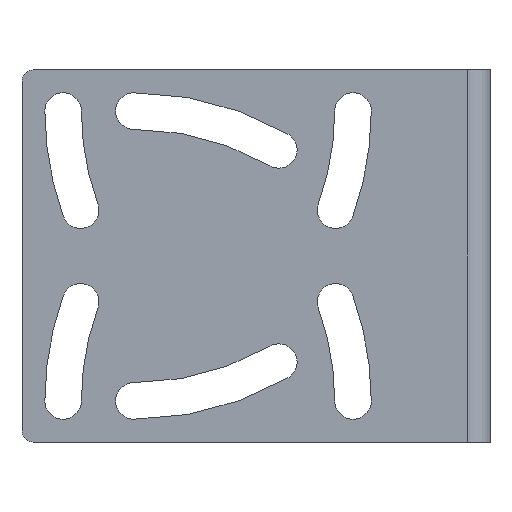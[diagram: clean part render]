
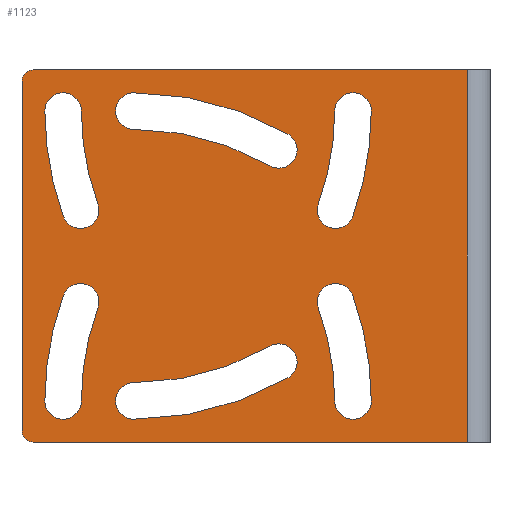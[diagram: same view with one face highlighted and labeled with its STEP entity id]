
A CAD part, left-side view. The second image highlights one B-rep face of the part: STEP entity #1123.
In plain terms, the highlighted planar face has unit normal (-1, 0, 0).
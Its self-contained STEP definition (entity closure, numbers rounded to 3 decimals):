
#5=DIRECTION('',(0.,-1.,0.));
#6=VECTOR('',#5,38.);
#7=CARTESIAN_POINT('',(0.,40.,-16.3));
#8=LINE('',#7,#6);
#184=CARTESIAN_POINT('',(0.,35.868,4.013));
#185=DIRECTION('',(1.,0.,0.));
#186=DIRECTION('',(0.,-0.94,0.342));
#187=AXIS2_PLACEMENT_3D('',#184,#185,#186);
#189=CARTESIAN_POINT('',(0.,12.,12.7));
#190=DIRECTION('',(1.,0.,0.));
#191=DIRECTION('',(0.,0.94,-0.342));
#192=AXIS2_PLACEMENT_3D('',#189,#190,#191);
#194=CARTESIAN_POINT('',(0.,37.4,12.7));
#195=DIRECTION('',(1.,0.,0.));
#196=DIRECTION('',(0.,1.,0.));
#197=AXIS2_PLACEMENT_3D('',#194,#195,#196);
#199=CARTESIAN_POINT('',(0.,12.,12.7));
#200=DIRECTION('',(1.,0.,0.));
#201=DIRECTION('',(0.,0.94,-0.342));
#202=AXIS2_PLACEMENT_3D('',#199,#200,#201);
#204=CARTESIAN_POINT('',(0.,37.4,12.7));
#205=DIRECTION('',(1.,0.,0.));
#206=DIRECTION('',(0.,-1.,0.));
#207=AXIS2_PLACEMENT_3D('',#204,#205,#206);
#209=CARTESIAN_POINT('',(0.,12.,12.7));
#210=DIRECTION('',(1.,0.,0.));
#211=DIRECTION('',(0.,1.,0.));
#212=AXIS2_PLACEMENT_3D('',#209,#210,#211);
#214=CARTESIAN_POINT('',(0.,37.4,12.7));
#215=DIRECTION('',(1.,0.,0.));
#216=DIRECTION('',(0.,-1.,0.));
#217=AXIS2_PLACEMENT_3D('',#214,#215,#216);
#219=CARTESIAN_POINT('',(0.,13.532,4.013));
#220=DIRECTION('',(1.,0.,0.));
#221=DIRECTION('',(0.,-0.94,-0.342));
#222=AXIS2_PLACEMENT_3D('',#219,#220,#221);
#224=CARTESIAN_POINT('',(0.,37.4,-12.7));
#225=DIRECTION('',(1.,0.,0.));
#226=DIRECTION('',(0.,-1.,0.));
#227=AXIS2_PLACEMENT_3D('',#224,#225,#226);
#229=CARTESIAN_POINT('',(0.,12.,-12.7));
#230=DIRECTION('',(1.,0.,0.));
#231=DIRECTION('',(0.,1.,0.));
#232=AXIS2_PLACEMENT_3D('',#229,#230,#231);
#234=CARTESIAN_POINT('',(0.,35.868,-4.013));
#235=DIRECTION('',(1.,0.,0.));
#236=DIRECTION('',(0.,0.94,0.342));
#237=AXIS2_PLACEMENT_3D('',#234,#235,#236);
#239=CARTESIAN_POINT('',(0.,12.,-12.7));
#240=DIRECTION('',(1.,0.,0.));
#241=DIRECTION('',(0.,1.,0.));
#242=AXIS2_PLACEMENT_3D('',#239,#240,#241);
#244=CARTESIAN_POINT('',(0.,37.4,-12.7));
#245=DIRECTION('',(1.,0.,0.));
#246=DIRECTION('',(0.,-0.94,0.342));
#247=AXIS2_PLACEMENT_3D('',#244,#245,#246);
#249=CARTESIAN_POINT('',(0.,13.532,-4.013));
#250=DIRECTION('',(1.,0.,0.));
#251=DIRECTION('',(0.,0.94,-0.342));
#252=AXIS2_PLACEMENT_3D('',#249,#250,#251);
#254=CARTESIAN_POINT('',(0.,37.4,-12.7));
#255=DIRECTION('',(1.,0.,0.));
#256=DIRECTION('',(0.,-0.94,0.342));
#257=AXIS2_PLACEMENT_3D('',#254,#255,#256);
#259=CARTESIAN_POINT('',(0.,12.,-12.7));
#260=DIRECTION('',(1.,0.,0.));
#261=DIRECTION('',(0.,-1.,0.));
#262=AXIS2_PLACEMENT_3D('',#259,#260,#261);
#264=CARTESIAN_POINT('',(0.,18.5,9.297));
#265=DIRECTION('',(1.,0.,0.));
#266=DIRECTION('',(0.,-0.5,0.866));
#267=AXIS2_PLACEMENT_3D('',#264,#265,#266);
#269=CARTESIAN_POINT('',(0.,31.2,-12.7));
#270=DIRECTION('',(1.,0.,0.));
#271=DIRECTION('',(0.,0.,1.));
#272=AXIS2_PLACEMENT_3D('',#269,#270,#271);
#274=CARTESIAN_POINT('',(0.,31.2,12.7));
#275=DIRECTION('',(1.,0.,0.));
#276=DIRECTION('',(0.,0.,-1.));
#277=AXIS2_PLACEMENT_3D('',#274,#275,#276);
#279=CARTESIAN_POINT('',(0.,31.2,-12.7));
#280=DIRECTION('',(1.,0.,0.));
#281=DIRECTION('',(0.,0.,1.));
#282=AXIS2_PLACEMENT_3D('',#279,#280,#281);
#284=CARTESIAN_POINT('',(0.,18.5,-9.297));
#285=DIRECTION('',(1.,0.,0.));
#286=DIRECTION('',(0.,0.5,0.866));
#287=AXIS2_PLACEMENT_3D('',#284,#285,#286);
#289=CARTESIAN_POINT('',(0.,31.2,12.7));
#290=DIRECTION('',(1.,0.,0.));
#291=DIRECTION('',(0.,-0.5,-0.866));
#292=AXIS2_PLACEMENT_3D('',#289,#290,#291);
#294=CARTESIAN_POINT('',(0.,31.2,-12.7));
#295=DIRECTION('',(1.,0.,0.));
#296=DIRECTION('',(0.,0.,-1.));
#297=AXIS2_PLACEMENT_3D('',#294,#295,#296);
#299=CARTESIAN_POINT('',(0.,31.2,12.7));
#300=DIRECTION('',(1.,0.,0.));
#301=DIRECTION('',(0.,-0.5,-0.866));
#302=AXIS2_PLACEMENT_3D('',#299,#300,#301);
#304=CARTESIAN_POINT('',(0.,40.,15.3));
#305=DIRECTION('',(-1.,0.,0.));
#306=DIRECTION('',(0.,0.,1.));
#307=AXIS2_PLACEMENT_3D('',#304,#305,#306);
#309=DIRECTION('',(0.,0.,-1.));
#310=VECTOR('',#309,32.6);
#311=CARTESIAN_POINT('',(0.,2.,16.3));
#312=LINE('',#311,#310);
#313=CARTESIAN_POINT('',(0.,40.,-15.3));
#314=DIRECTION('',(-1.,0.,0.));
#315=DIRECTION('',(0.,1.,0.));
#316=AXIS2_PLACEMENT_3D('',#313,#314,#315);
#318=DIRECTION('',(0.,0.,1.));
#319=VECTOR('',#318,30.6);
#320=CARTESIAN_POINT('',(0.,41.,-15.3));
#321=LINE('',#320,#319);
#451=DIRECTION('',(0.,-1.,0.));
#452=VECTOR('',#451,38.);
#453=CARTESIAN_POINT('',(0.,40.,16.3));
#454=LINE('',#453,#452);
#707=CARTESIAN_POINT('',(0.,34.365,4.56));
#708=CARTESIAN_POINT('',(0.,37.372,3.465));
#709=VERTEX_POINT('',#707);
#710=VERTEX_POINT('',#708);
#711=CARTESIAN_POINT('',(0.,39.,12.7));
#712=VERTEX_POINT('',#711);
#713=CARTESIAN_POINT('',(0.,35.8,12.7));
#714=VERTEX_POINT('',#713);
#723=CARTESIAN_POINT('',(0.,10.4,12.7));
#724=CARTESIAN_POINT('',(0.,12.028,3.465));
#725=VERTEX_POINT('',#723);
#726=VERTEX_POINT('',#724);
#727=CARTESIAN_POINT('',(0.,15.035,4.56));
#728=VERTEX_POINT('',#727);
#729=CARTESIAN_POINT('',(0.,13.6,12.7));
#730=VERTEX_POINT('',#729);
#731=CARTESIAN_POINT('',(0.,35.8,-12.7));
#732=CARTESIAN_POINT('',(0.,39.,-12.7));
#733=VERTEX_POINT('',#731);
#734=VERTEX_POINT('',#732);
#735=CARTESIAN_POINT('',(0.,37.372,-3.465));
#736=VERTEX_POINT('',#735);
#737=CARTESIAN_POINT('',(0.,34.365,-4.56));
#738=VERTEX_POINT('',#737);
#739=CARTESIAN_POINT('',(0.,12.028,-3.465));
#740=CARTESIAN_POINT('',(0.,10.4,-12.7));
#741=VERTEX_POINT('',#739);
#742=VERTEX_POINT('',#740);
#743=CARTESIAN_POINT('',(0.,13.6,-12.7));
#744=VERTEX_POINT('',#743);
#745=CARTESIAN_POINT('',(0.,15.035,-4.56));
#746=VERTEX_POINT('',#745);
#771=CARTESIAN_POINT('',(0.,17.7,10.683));
#772=CARTESIAN_POINT('',(0.,19.3,7.911));
#773=VERTEX_POINT('',#771);
#774=VERTEX_POINT('',#772);
#775=CARTESIAN_POINT('',(0.,31.2,11.1));
#776=VERTEX_POINT('',#775);
#777=CARTESIAN_POINT('',(0.,31.2,14.3));
#778=VERTEX_POINT('',#777);
#779=CARTESIAN_POINT('',(0.,19.3,-7.911));
#780=CARTESIAN_POINT('',(0.,17.7,-10.683));
#781=VERTEX_POINT('',#779);
#782=VERTEX_POINT('',#780);
#783=CARTESIAN_POINT('',(0.,31.2,-14.3));
#784=VERTEX_POINT('',#783);
#785=CARTESIAN_POINT('',(0.,31.2,-11.1));
#786=VERTEX_POINT('',#785);
#812=CARTESIAN_POINT('',(0.,2.,-16.3));
#814=VERTEX_POINT('',#812);
#815=CARTESIAN_POINT('',(0.,2.,16.3));
#816=VERTEX_POINT('',#815);
#827=CARTESIAN_POINT('',(0.,40.,16.3));
#828=CARTESIAN_POINT('',(0.,41.,15.3));
#829=VERTEX_POINT('',#827);
#830=VERTEX_POINT('',#828);
#839=CARTESIAN_POINT('',(0.,41.,-15.3));
#840=VERTEX_POINT('',#839);
#841=CARTESIAN_POINT('',(0.,40.,-16.3));
#842=VERTEX_POINT('',#841);
#1047=CARTESIAN_POINT('',(0.,41.,-16.3));
#1048=DIRECTION('',(-1.,0.,0.));
#1049=DIRECTION('',(0.,-1.,0.));
#1050=AXIS2_PLACEMENT_3D('',#1047,#1048,#1049);
#1051=PLANE('',#1050);
#1053=ORIENTED_EDGE('',*,*,#1052,.F.);
#1055=ORIENTED_EDGE('',*,*,#1054,.T.);
#1057=ORIENTED_EDGE('',*,*,#1056,.T.);
#1058=ORIENTED_EDGE('',*,*,#914,.F.);
#1059=ORIENTED_EDGE('',*,*,#940,.F.);
#1061=ORIENTED_EDGE('',*,*,#1060,.T.);
#1062=EDGE_LOOP('',(#1053,#1055,#1057,#1058,#1059,#1061));
#1063=FACE_OUTER_BOUND('',#1062,.F.);
#1064=ORIENTED_EDGE('',*,*,#1037,.F.);
#1066=ORIENTED_EDGE('',*,*,#1065,.T.);
#1068=ORIENTED_EDGE('',*,*,#1067,.F.);
#1070=ORIENTED_EDGE('',*,*,#1069,.F.);
#1071=EDGE_LOOP('',(#1064,#1066,#1068,#1070));
#1072=FACE_BOUND('',#1071,.F.);
#1074=ORIENTED_EDGE('',*,*,#1073,.F.);
#1076=ORIENTED_EDGE('',*,*,#1075,.F.);
#1078=ORIENTED_EDGE('',*,*,#1077,.T.);
#1080=ORIENTED_EDGE('',*,*,#1079,.F.);
#1081=EDGE_LOOP('',(#1074,#1076,#1078,#1080));
#1082=FACE_BOUND('',#1081,.F.);
#1084=ORIENTED_EDGE('',*,*,#1083,.F.);
#1086=ORIENTED_EDGE('',*,*,#1085,.T.);
#1088=ORIENTED_EDGE('',*,*,#1087,.F.);
#1090=ORIENTED_EDGE('',*,*,#1089,.F.);
#1091=EDGE_LOOP('',(#1084,#1086,#1088,#1090));
#1092=FACE_BOUND('',#1091,.F.);
#1094=ORIENTED_EDGE('',*,*,#1093,.F.);
#1096=ORIENTED_EDGE('',*,*,#1095,.F.);
#1098=ORIENTED_EDGE('',*,*,#1097,.T.);
#1100=ORIENTED_EDGE('',*,*,#1099,.F.);
#1101=EDGE_LOOP('',(#1094,#1096,#1098,#1100));
#1102=FACE_BOUND('',#1101,.F.);
#1104=ORIENTED_EDGE('',*,*,#1103,.F.);
#1106=ORIENTED_EDGE('',*,*,#1105,.F.);
#1108=ORIENTED_EDGE('',*,*,#1107,.F.);
#1110=ORIENTED_EDGE('',*,*,#1109,.T.);
#1111=EDGE_LOOP('',(#1104,#1106,#1108,#1110));
#1112=FACE_BOUND('',#1111,.F.);
#1114=ORIENTED_EDGE('',*,*,#1113,.F.);
#1116=ORIENTED_EDGE('',*,*,#1115,.T.);
#1118=ORIENTED_EDGE('',*,*,#1117,.F.);
#1120=ORIENTED_EDGE('',*,*,#1119,.F.);
#1121=EDGE_LOOP('',(#1114,#1116,#1118,#1120));
#1122=FACE_BOUND('',#1121,.F.);
#1123=ADVANCED_FACE('',(#1063,#1072,#1082,#1092,#1102,#1112,#1122),#1051,.T.);
#188=CIRCLE('',#187,1.6);
#193=CIRCLE('',#192,23.8);
#198=CIRCLE('',#197,1.6);
#203=CIRCLE('',#202,27.);
#208=CIRCLE('',#207,27.);
#213=CIRCLE('',#212,1.6);
#218=CIRCLE('',#217,23.8);
#223=CIRCLE('',#222,1.6);
#228=CIRCLE('',#227,1.6);
#233=CIRCLE('',#232,23.8);
#238=CIRCLE('',#237,1.6);
#243=CIRCLE('',#242,27.);
#248=CIRCLE('',#247,27.);
#253=CIRCLE('',#252,1.6);
#258=CIRCLE('',#257,23.8);
#263=CIRCLE('',#262,1.6);
#268=CIRCLE('',#267,1.6);
#273=CIRCLE('',#272,27.);
#278=CIRCLE('',#277,1.6);
#283=CIRCLE('',#282,23.8);
#288=CIRCLE('',#287,1.6);
#293=CIRCLE('',#292,23.8);
#298=CIRCLE('',#297,1.6);
#303=CIRCLE('',#302,27.);
#308=CIRCLE('',#307,1.);
#317=CIRCLE('',#316,1.);
#914=EDGE_CURVE('',#842,#814,#8,.T.);
#940=EDGE_CURVE('',#840,#842,#317,.T.);
#1037=EDGE_CURVE('',#709,#710,#188,.T.);
#1052=EDGE_CURVE('',#829,#830,#308,.T.);
#1054=EDGE_CURVE('',#829,#816,#454,.T.);
#1056=EDGE_CURVE('',#816,#814,#312,.T.);
#1060=EDGE_CURVE('',#840,#830,#321,.T.);
#1065=EDGE_CURVE('',#709,#714,#193,.T.);
#1067=EDGE_CURVE('',#712,#714,#198,.T.);
#1069=EDGE_CURVE('',#710,#712,#203,.T.);
#1073=EDGE_CURVE('',#725,#726,#208,.T.);
#1075=EDGE_CURVE('',#730,#725,#213,.T.);
#1077=EDGE_CURVE('',#730,#728,#218,.T.);
#1079=EDGE_CURVE('',#726,#728,#223,.T.);
#1083=EDGE_CURVE('',#733,#734,#228,.T.);
#1085=EDGE_CURVE('',#733,#738,#233,.T.);
#1087=EDGE_CURVE('',#736,#738,#238,.T.);
#1089=EDGE_CURVE('',#734,#736,#243,.T.);
#1093=EDGE_CURVE('',#741,#742,#248,.T.);
#1095=EDGE_CURVE('',#746,#741,#253,.T.);
#1097=EDGE_CURVE('',#746,#744,#258,.T.);
#1099=EDGE_CURVE('',#742,#744,#263,.T.);
#1103=EDGE_CURVE('',#773,#774,#268,.T.);
#1105=EDGE_CURVE('',#778,#773,#273,.T.);
#1107=EDGE_CURVE('',#776,#778,#278,.T.);
#1109=EDGE_CURVE('',#776,#774,#283,.T.);
#1113=EDGE_CURVE('',#781,#782,#288,.T.);
#1115=EDGE_CURVE('',#781,#786,#293,.T.);
#1117=EDGE_CURVE('',#784,#786,#298,.T.);
#1119=EDGE_CURVE('',#782,#784,#303,.T.);
